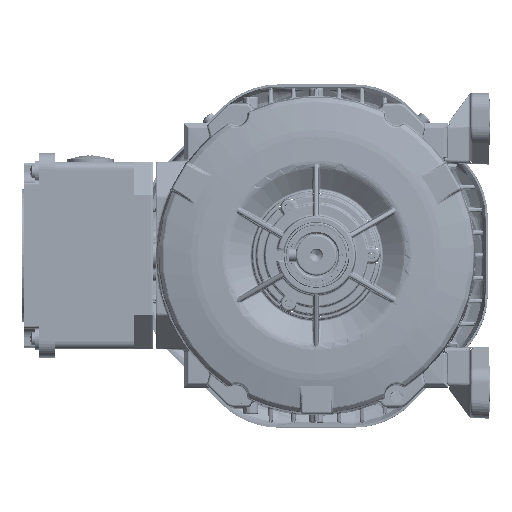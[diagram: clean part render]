
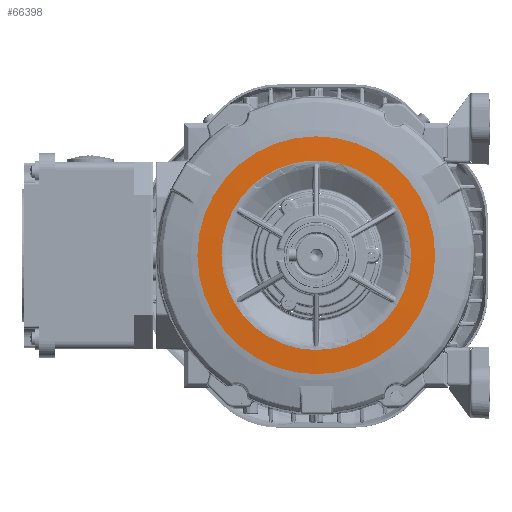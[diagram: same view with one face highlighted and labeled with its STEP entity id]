
A CAD part, top view. The second image highlights one B-rep face of the part: STEP entity #66398.
In plain terms, the highlighted conical face has half-angle 87.555 degrees and reference radius 42.131 mm.
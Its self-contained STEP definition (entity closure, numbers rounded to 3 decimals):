
#1286=FACE_BOUND('',#80647,.T.);
#1287=FACE_BOUND('',#80648,.T.);
#3788=CONICAL_SURFACE('',#182971,42.131,87.555);
#11302=CIRCLE('',#182949,54.754);
#11304=CIRCLE('',#182970,43.655);
#66398=ADVANCED_FACE('',(#1286,#1287),#3788,.T.);
#80647=EDGE_LOOP('',(#117799));
#80648=EDGE_LOOP('',(#117800));
#117799=ORIENTED_EDGE('',*,*,#155362,.T.);
#117800=ORIENTED_EDGE('',*,*,#155356,.T.);
#134202=VERTEX_POINT('',#329504);
#134204=VERTEX_POINT('',#329531);
#155356=EDGE_CURVE('',#134202,#134202,#11302,.T.);
#155362=EDGE_CURVE('',#134204,#134204,#11304,.T.);
#182949=AXIS2_PLACEMENT_3D('',#329503,#217163,#217164);
#182970=AXIS2_PLACEMENT_3D('',#329530,#217209,#217210);
#182971=AXIS2_PLACEMENT_3D('',#329532,#217211,#217212);
#217163=DIRECTION('',(0.,0.,1.));
#217164=DIRECTION('',(-1.,0.,0.));
#217209=DIRECTION('',(0.,0.,-1.));
#217210=DIRECTION('',(-1.,0.,0.));
#217211=DIRECTION('',(0.,0.,-1.));
#217212=DIRECTION('',(1.,0.,0.));
#329503=CARTESIAN_POINT('',(0.,0.,50.96));
#329504=CARTESIAN_POINT('',(-54.754,0.,50.96));
#329530=CARTESIAN_POINT('',(0.,0.,51.434));
#329531=CARTESIAN_POINT('',(-43.655,0.,51.434));
#329532=CARTESIAN_POINT('',(0.,0.,51.499));
